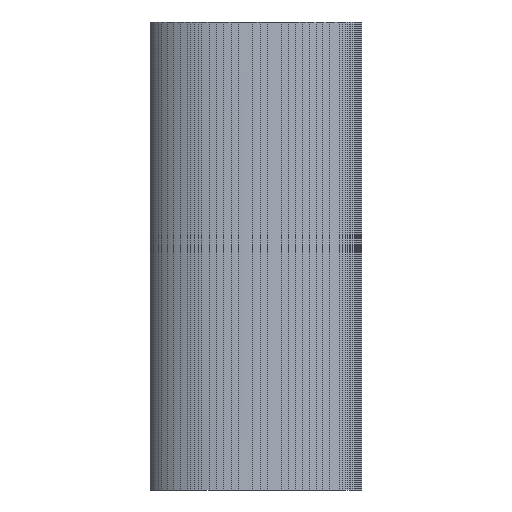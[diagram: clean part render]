
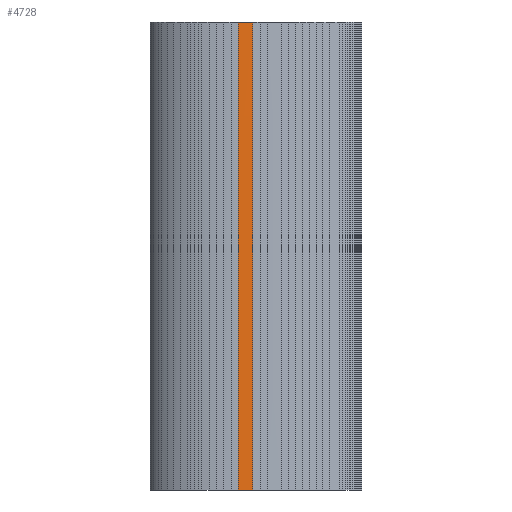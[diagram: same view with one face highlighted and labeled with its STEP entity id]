
A CAD part, front view. The second image highlights one B-rep face of the part: STEP entity #4728.
In plain terms, the highlighted face is a extrusion surface.
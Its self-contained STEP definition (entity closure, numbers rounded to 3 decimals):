
#1008=CARTESIAN_POINT('Vertex',(164.974,-82.76,440.)) ;
#1012=CARTESIAN_POINT('Control Point',(192.221,-78.157,440.)) ;
#1013=CARTESIAN_POINT('Control Point',(186.78,-79.216,440.)) ;
#1014=CARTESIAN_POINT('Control Point',(181.334,-80.21,440.)) ;
#1015=CARTESIAN_POINT('Control Point',(175.882,-81.136,440.)) ;
#1016=CARTESIAN_POINT('Control Point',(170.429,-81.988,440.)) ;
#1017=CARTESIAN_POINT('Control Point',(164.974,-82.76,440.)) ;
#1018=CARTESIAN_POINT('Vertex',(192.221,-78.157,440.)) ;
#1966=CARTESIAN_POINT('Vertex',(192.221,-78.157,-440.)) ;
#1970=CARTESIAN_POINT('Control Point',(192.221,-78.157,-440.)) ;
#1971=CARTESIAN_POINT('Control Point',(186.78,-79.216,-440.)) ;
#1972=CARTESIAN_POINT('Control Point',(181.334,-80.21,-440.)) ;
#1973=CARTESIAN_POINT('Control Point',(175.882,-81.136,-440.)) ;
#1974=CARTESIAN_POINT('Control Point',(170.429,-81.988,-440.)) ;
#1975=CARTESIAN_POINT('Control Point',(164.974,-82.76,-440.)) ;
#1976=CARTESIAN_POINT('Vertex',(164.974,-82.76,-440.)) ;
#4695=CARTESIAN_POINT('Line Origine',(164.974,-82.76,0.)) ;
#4708=CARTESIAN_POINT('Control Point',(192.221,-78.157,0.)) ;
#4709=CARTESIAN_POINT('Control Point',(186.764,-79.219,0.)) ;
#4710=CARTESIAN_POINT('Control Point',(181.309,-80.214,0.)) ;
#4711=CARTESIAN_POINT('Control Point',(175.858,-81.14,0.)) ;
#4712=CARTESIAN_POINT('Control Point',(170.412,-81.991,0.)) ;
#4713=CARTESIAN_POINT('Control Point',(164.974,-82.76,0.)) ;
#4717=CARTESIAN_POINT('Line Origine',(192.221,-78.157,0.)) ;
#4696=DIRECTION('Vector Direction',(0.,0.,1.)) ;
#4714=DIRECTION('Vector Direction',(0.,0.,1.)) ;
#4718=DIRECTION('Vector Direction',(0.,0.,1.)) ;
#4723=ORIENTED_EDGE('',*,*,#1020,.T.) ;
#4724=ORIENTED_EDGE('',*,*,#4699,.F.) ;
#4725=ORIENTED_EDGE('',*,*,#1978,.F.) ;
#4726=ORIENTED_EDGE('',*,*,#4721,.T.) ;
#4697=VECTOR('Line Direction',#4696,1.) ;
#4715=VECTOR('Extrusion Surface Vector',#4714,1.) ;
#4719=VECTOR('Line Direction',#4718,1.) ;
#4728=ADVANCED_FACE('Corps principal',(#4727),#4716,.F.) ;
#1011=B_SPLINE_CURVE_WITH_KNOTS('',5,(#1012,#1013,#1014,#1015,#1016,#1017),.UNSPECIFIED.,.F.,.U.,(6,6),(0.,39.083),.UNSPECIFIED.) ;
#1969=B_SPLINE_CURVE_WITH_KNOTS('',5,(#1970,#1971,#1972,#1973,#1974,#1975),.UNSPECIFIED.,.F.,.U.,(6,6),(0.,39.083),.UNSPECIFIED.) ;
#4707=B_SPLINE_CURVE_WITH_KNOTS('',5,(#4708,#4709,#4710,#4711,#4712,#4713),.UNSPECIFIED.,.F.,.U.,(6,6),(0.,27.638),.UNSPECIFIED.) ;
#1020=EDGE_CURVE('',#1019,#1009,#1011,.T.) ;
#1978=EDGE_CURVE('',#1967,#1977,#1969,.T.) ;
#4699=EDGE_CURVE('',#1977,#1009,#4698,.T.) ;
#4721=EDGE_CURVE('',#1967,#1019,#4720,.T.) ;
#4722=EDGE_LOOP('',(#4723,#4724,#4725,#4726)) ;
#4727=FACE_OUTER_BOUND('',#4722,.T.) ;
#4698=LINE('Line',#4695,#4697) ;
#4720=LINE('Line',#4717,#4719) ;
#4716=SURFACE_OF_LINEAR_EXTRUSION('generated tabulated cylinder',#4707,#4715) ;
#1009=VERTEX_POINT('',#1008) ;
#1019=VERTEX_POINT('',#1018) ;
#1967=VERTEX_POINT('',#1966) ;
#1977=VERTEX_POINT('',#1976) ;
